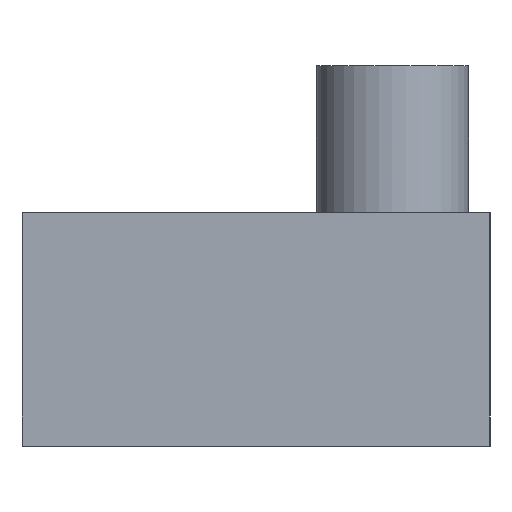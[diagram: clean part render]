
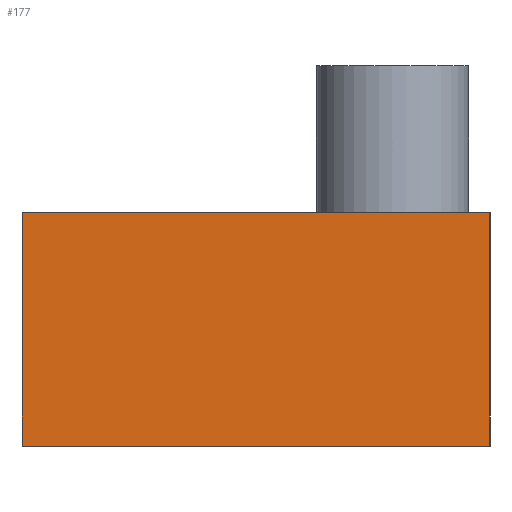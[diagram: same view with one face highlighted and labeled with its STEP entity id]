
A CAD part, left-side view. The second image highlights one B-rep face of the part: STEP entity #177.
In plain terms, the highlighted planar face has unit normal (-1, 0, 0).
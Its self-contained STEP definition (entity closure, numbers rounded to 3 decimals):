
#38=FACE_OUTER_BOUND('',#51,.T.);
#51=EDGE_LOOP('',(#146,#147,#148,#149));
#61=LINE('',#277,#76);
#66=LINE('',#290,#81);
#69=LINE('',#297,#84);
#70=LINE('',#301,#85);
#76=VECTOR('',#223,10.);
#81=VECTOR('',#234,10.);
#84=VECTOR('',#243,10.);
#85=VECTOR('',#248,10.);
#88=VERTEX_POINT('',#270);
#91=VERTEX_POINT('',#275);
#95=VERTEX_POINT('',#287);
#96=VERTEX_POINT('',#289);
#105=EDGE_CURVE('',#91,#88,#61,.T.);
#111=EDGE_CURVE('',#96,#95,#66,.T.);
#115=EDGE_CURVE('',#96,#91,#69,.T.);
#117=EDGE_CURVE('',#95,#88,#70,.T.);
#146=ORIENTED_EDGE('',*,*,#117,.T.);
#147=ORIENTED_EDGE('',*,*,#105,.F.);
#148=ORIENTED_EDGE('',*,*,#115,.F.);
#149=ORIENTED_EDGE('',*,*,#111,.T.);
#169=PLANE('',#205);
#177=ADVANCED_FACE('',(#38),#169,.T.);
#205=AXIS2_PLACEMENT_3D('',#300,#246,#247);
#223=DIRECTION('',(0.,0.,1.));
#234=DIRECTION('',(0.,0.,1.));
#243=DIRECTION('',(0.,1.,0.));
#246=DIRECTION('center_axis',(-1.,0.,0.));
#247=DIRECTION('ref_axis',(0.,-1.,0.));
#248=DIRECTION('',(0.,1.,0.));
#270=CARTESIAN_POINT('',(-80.,47.5,16.));
#275=CARTESIAN_POINT('',(-80.,47.5,4.));
#277=CARTESIAN_POINT('',(-80.,47.5,4.));
#287=CARTESIAN_POINT('',(-80.,23.5,16.));
#289=CARTESIAN_POINT('',(-80.,23.5,4.));
#290=CARTESIAN_POINT('',(-80.,23.5,4.));
#297=CARTESIAN_POINT('',(-80.,22.5,4.));
#300=CARTESIAN_POINT('Origin',(-80.,47.5,4.));
#301=CARTESIAN_POINT('',(-80.,41.25,16.));
